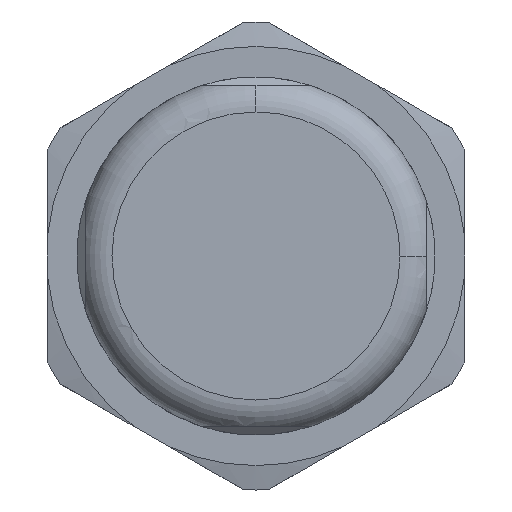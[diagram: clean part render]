
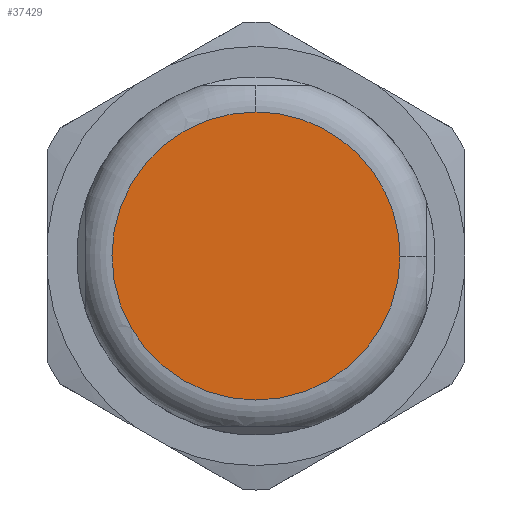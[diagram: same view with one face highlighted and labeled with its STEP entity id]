
A CAD part, front view. The second image highlights one B-rep face of the part: STEP entity #37429.
In plain terms, the highlighted planar face has unit normal (0, -1, 0).
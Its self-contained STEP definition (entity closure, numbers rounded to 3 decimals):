
#10201=CARTESIAN_POINT('',(0.,-38.55,0.));
#10202=DIRECTION('',(0.,1.,0.));
#10203=DIRECTION('',(1.,0.,-0.005));
#10204=AXIS2_PLACEMENT_3D('',#10201,#10202,#10203);
#10206=CARTESIAN_POINT('',(0.,-38.55,0.));
#10207=DIRECTION('',(0.,1.,0.));
#10208=DIRECTION('',(0.,0.,1.));
#10209=AXIS2_PLACEMENT_3D('',#10206,#10207,#10208);
#18185=CARTESIAN_POINT('',(0.,-38.55,8.25));
#18186=CARTESIAN_POINT('',(8.25,-38.55,-0.044));
#18187=VERTEX_POINT('',#18185);
#18188=VERTEX_POINT('',#18186);
#37419=CARTESIAN_POINT('',(0.,-38.55,0.));
#37420=DIRECTION('',(0.,-1.,0.));
#37421=DIRECTION('',(-1.,0.,0.));
#37422=AXIS2_PLACEMENT_3D('',#37419,#37420,#37421);
#37423=PLANE('',#37422);
#37424=ORIENTED_EDGE('',*,*,#37387,.T.);
#37426=ORIENTED_EDGE('',*,*,#37425,.T.);
#37427=EDGE_LOOP('',(#37424,#37426));
#37428=FACE_OUTER_BOUND('',#37427,.F.);
#37429=ADVANCED_FACE('',(#37428),#37423,.T.);
#10205=CIRCLE('',#10204,8.25);
#10210=CIRCLE('',#10209,8.25);
#37387=EDGE_CURVE('',#18188,#18187,#10205,.T.);
#37425=EDGE_CURVE('',#18187,#18188,#10210,.T.);
